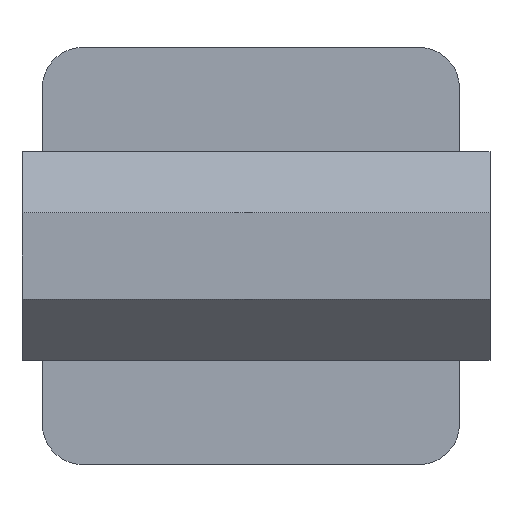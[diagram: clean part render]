
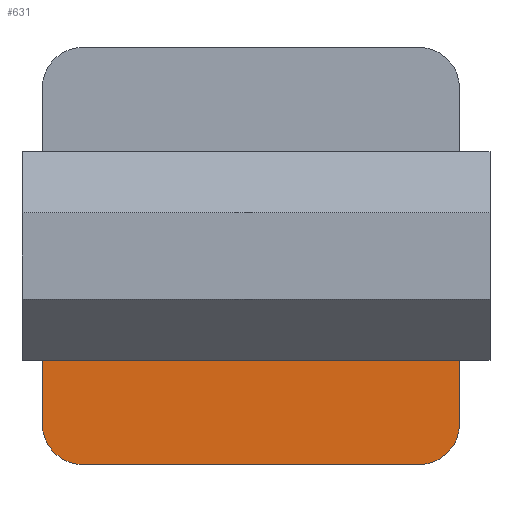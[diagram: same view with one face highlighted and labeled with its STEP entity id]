
A CAD part, front view. The second image highlights one B-rep face of the part: STEP entity #631.
In plain terms, the highlighted planar face has unit normal (0, -1, 0).
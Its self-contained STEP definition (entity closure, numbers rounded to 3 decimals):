
#10 = DIRECTION ( 'NONE',  ( 0., 0., -1. ) ) ;
#42 = AXIS2_PLACEMENT_3D ( 'NONE', #1380, #661, #1079 ) ;
#104 = LINE ( 'NONE', #982, #592 ) ;
#153 = LINE ( 'NONE', #1323, #1795 ) ;
#154 = DIRECTION ( 'NONE',  ( 0., -1., 0. ) ) ;
#158 = ORIENTED_EDGE ( 'NONE', *, *, #1695, .T. ) ;
#183 = CARTESIAN_POINT ( 'NONE',  ( -33., -33.8, -41. ) ) ;
#217 = CARTESIAN_POINT ( 'NONE',  ( -41., -33.8, -41. ) ) ;
#220 = VERTEX_POINT ( 'NONE', #248 ) ;
#248 = CARTESIAN_POINT ( 'NONE',  ( -41., -33.8, -33. ) ) ;
#275 = EDGE_CURVE ( 'NONE', #1468, #1219, #828, .T. ) ;
#282 = ORIENTED_EDGE ( 'NONE', *, *, #1171, .T. ) ;
#288 = CARTESIAN_POINT ( 'NONE',  ( 41., -33.8, 41. ) ) ;
#304 = CARTESIAN_POINT ( 'NONE',  ( 41., -33.8, -20.5 ) ) ;
#344 = CIRCLE ( 'NONE', #1062, 8. ) ;
#380 = DIRECTION ( 'NONE',  ( -1., 0., 0. ) ) ;
#419 = EDGE_LOOP ( 'NONE', ( #1877, #1571, #532, #282, #1849, #158 ) ) ;
#433 = EDGE_CURVE ( 'NONE', #1468, #1313, #344, .T. ) ;
#469 = CARTESIAN_POINT ( 'NONE',  ( 41., -33.8, -33. ) ) ;
#493 = EDGE_CURVE ( 'NONE', #498, #1313, #1494, .T. ) ;
#498 = VERTEX_POINT ( 'NONE', #304 ) ;
#502 = PLANE ( 'NONE',  #42 ) ;
#532 = ORIENTED_EDGE ( 'NONE', *, *, #493, .F. ) ;
#558 = CIRCLE ( 'NONE', #588, 8. ) ;
#588 = AXIS2_PLACEMENT_3D ( 'NONE', #1621, #154, #10 ) ;
#592 = VECTOR ( 'NONE', #380, 1000. ) ;
#598 = EDGE_CURVE ( 'NONE', #220, #1229, #153, .T. ) ;
#631 = ADVANCED_FACE ( 'NONE', ( #931 ), #502, .T. ) ;
#661 = DIRECTION ( 'NONE',  ( 0., -1., 0. ) ) ;
#684 = DIRECTION ( 'NONE',  ( 0., 0., -1. ) ) ;
#722 = VECTOR ( 'NONE', #760, 1000. ) ;
#760 = DIRECTION ( 'NONE',  ( 0., 0., -1. ) ) ;
#815 = DIRECTION ( 'NONE',  ( 0., 0., 1. ) ) ;
#820 = CARTESIAN_POINT ( 'NONE',  ( 33., -33.8, -41. ) ) ;
#828 = LINE ( 'NONE', #217, #956 ) ;
#931 = FACE_OUTER_BOUND ( 'NONE', #419, .T. ) ;
#951 = DIRECTION ( 'NONE',  ( -1., 0., 0. ) ) ;
#956 = VECTOR ( 'NONE', #951, 1000. ) ;
#982 = CARTESIAN_POINT ( 'NONE',  ( 41., -33.8, -20.5 ) ) ;
#1046 = CARTESIAN_POINT ( 'NONE',  ( -41., -33.8, -20.5 ) ) ;
#1062 = AXIS2_PLACEMENT_3D ( 'NONE', #1857, #1875, #684 ) ;
#1079 = DIRECTION ( 'NONE',  ( 0., 0., -1. ) ) ;
#1171 = EDGE_CURVE ( 'NONE', #498, #1229, #104, .T. ) ;
#1219 = VERTEX_POINT ( 'NONE', #183 ) ;
#1229 = VERTEX_POINT ( 'NONE', #1046 ) ;
#1313 = VERTEX_POINT ( 'NONE', #469 ) ;
#1323 = CARTESIAN_POINT ( 'NONE',  ( -41., -33.8, -41. ) ) ;
#1380 = CARTESIAN_POINT ( 'NONE',  ( 41., -33.8, -41. ) ) ;
#1468 = VERTEX_POINT ( 'NONE', #820 ) ;
#1494 = LINE ( 'NONE', #288, #722 ) ;
#1571 = ORIENTED_EDGE ( 'NONE', *, *, #433, .T. ) ;
#1621 = CARTESIAN_POINT ( 'NONE',  ( -33., -33.8, -33. ) ) ;
#1695 = EDGE_CURVE ( 'NONE', #220, #1219, #558, .T. ) ;
#1795 = VECTOR ( 'NONE', #815, 1000. ) ;
#1849 = ORIENTED_EDGE ( 'NONE', *, *, #598, .F. ) ;
#1857 = CARTESIAN_POINT ( 'NONE',  ( 33., -33.8, -33. ) ) ;
#1875 = DIRECTION ( 'NONE',  ( 0., -1., 0. ) ) ;
#1877 = ORIENTED_EDGE ( 'NONE', *, *, #275, .F. ) ;
